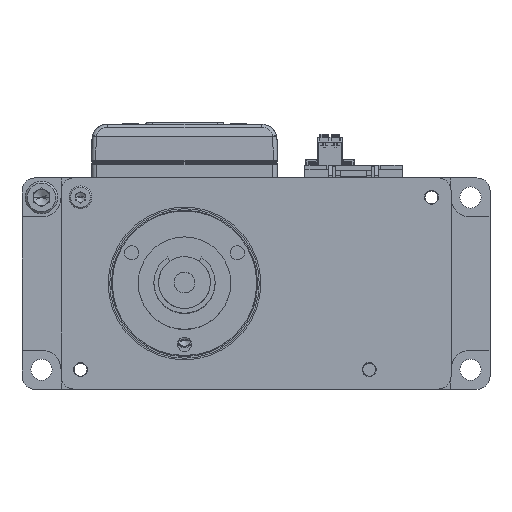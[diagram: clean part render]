
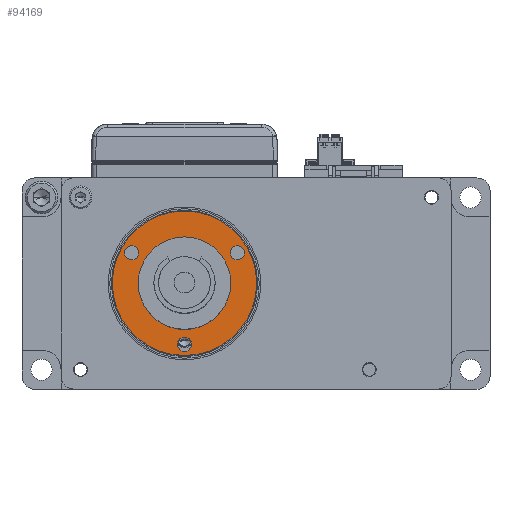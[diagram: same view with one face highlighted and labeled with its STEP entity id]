
A CAD part, top view. The second image highlights one B-rep face of the part: STEP entity #94169.
In plain terms, the highlighted face is planar.
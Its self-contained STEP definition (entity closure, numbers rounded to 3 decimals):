
#583 = AXIS2_PLACEMENT_3D ( 'NONE', #38478, #5548, #39175 ) ;
#1261 = ORIENTED_EDGE ( 'NONE', *, *, #5836, .T. ) ;
#5548 = DIRECTION ( 'NONE',  ( 0., 0., 1. ) ) ;
#5836 = EDGE_CURVE ( 'NONE', #42451, #69088, #103389, .T. ) ;
#7061 = AXIS2_PLACEMENT_3D ( 'NONE', #38446, #25563, #135083 ) ;
#9274 = CIRCLE ( 'NONE', #7061, 14.224 ) ;
#9957 = AXIS2_PLACEMENT_3D ( 'NONE', #82356, #124589, #50830 ) ;
#10200 = EDGE_LOOP ( 'NONE', ( #79404, #77419 ) ) ;
#11401 = CARTESIAN_POINT ( 'NONE',  ( -22.225, 0., 66.04 ) ) ;
#11832 = AXIS2_PLACEMENT_3D ( 'NONE', #96720, #53773, #88105 ) ;
#13051 = EDGE_CURVE ( 'NONE', #115235, #26897, #9274, .T. ) ;
#13886 = EDGE_LOOP ( 'NONE', ( #132896, #40803 ) ) ;
#13974 = EDGE_CURVE ( 'NONE', #117412, #39506, #98709, .T. ) ;
#17816 = DIRECTION ( 'NONE',  ( 0., 0., -1. ) ) ;
#20986 = AXIS2_PLACEMENT_3D ( 'NONE', #79255, #109392, #100067 ) ;
#21543 = CIRCLE ( 'NONE', #81062, 2.197 ) ;
#25196 = EDGE_CURVE ( 'NONE', #69088, #42451, #110011, .T. ) ;
#25421 = CIRCLE ( 'NONE', #583, 2.197 ) ;
#25429 = EDGE_LOOP ( 'NONE', ( #97291, #95229 ) ) ;
#25563 = DIRECTION ( 'NONE',  ( 0., 0., -1. ) ) ;
#26897 = VERTEX_POINT ( 'NONE', #119101 ) ;
#29119 = EDGE_LOOP ( 'NONE', ( #33191, #80549 ) ) ;
#30338 = AXIS2_PLACEMENT_3D ( 'NONE', #129221, #128504, #30434 ) ;
#30434 = DIRECTION ( 'NONE',  ( -1., 0., 0. ) ) ;
#30939 = DIRECTION ( 'NONE',  ( 1., 0., 0. ) ) ;
#33191 = ORIENTED_EDGE ( 'NONE', *, *, #58587, .T. ) ;
#38446 = CARTESIAN_POINT ( 'NONE',  ( 0., 0., 66.04 ) ) ;
#38478 = CARTESIAN_POINT ( 'NONE',  ( 16.278, 9.398, 66.04 ) ) ;
#39175 = DIRECTION ( 'NONE',  ( -1., 0., 0. ) ) ;
#39506 = VERTEX_POINT ( 'NONE', #49861 ) ;
#40803 = ORIENTED_EDGE ( 'NONE', *, *, #80449, .T. ) ;
#41423 = DIRECTION ( 'NONE',  ( -1., 0., 0. ) ) ;
#42160 = CIRCLE ( 'NONE', #94761, 2.197 ) ;
#42451 = VERTEX_POINT ( 'NONE', #131717 ) ;
#47350 = CARTESIAN_POINT ( 'NONE',  ( 18.475, 9.398, 66.04 ) ) ;
#47922 = CIRCLE ( 'NONE', #125561, 14.224 ) ;
#48739 = FACE_BOUND ( 'NONE', #29119, .T. ) ;
#49256 = VERTEX_POINT ( 'NONE', #140746 ) ;
#49443 = FACE_BOUND ( 'NONE', #13886, .T. ) ;
#49861 = CARTESIAN_POINT ( 'NONE',  ( -14.081, 9.398, 66.04 ) ) ;
#50072 = EDGE_LOOP ( 'NONE', ( #98063, #1261 ) ) ;
#50830 = DIRECTION ( 'NONE',  ( 0., -1., 0. ) ) ;
#51719 = CIRCLE ( 'NONE', #113335, 2.197 ) ;
#53567 = CARTESIAN_POINT ( 'NONE',  ( -18.475, 9.398, 66.04 ) ) ;
#53773 = DIRECTION ( 'NONE',  ( 0., 0., 1. ) ) ;
#58587 = EDGE_CURVE ( 'NONE', #97315, #49256, #21543, .T. ) ;
#58613 = EDGE_CURVE ( 'NONE', #49256, #97315, #42160, .T. ) ;
#63680 = VERTEX_POINT ( 'NONE', #47350 ) ;
#69088 = VERTEX_POINT ( 'NONE', #11401 ) ;
#71216 = DIRECTION ( 'NONE',  ( 0., 0., 1. ) ) ;
#71506 = CIRCLE ( 'NONE', #30338, 2.197 ) ;
#76153 = DIRECTION ( 'NONE',  ( -1., 0., 0. ) ) ;
#77419 = ORIENTED_EDGE ( 'NONE', *, *, #13051, .F. ) ;
#79255 = CARTESIAN_POINT ( 'NONE',  ( 0., 0., 66.04 ) ) ;
#79404 = ORIENTED_EDGE ( 'NONE', *, *, #84839, .F. ) ;
#80449 = EDGE_CURVE ( 'NONE', #39506, #117412, #51719, .T. ) ;
#80549 = ORIENTED_EDGE ( 'NONE', *, *, #58613, .T. ) ;
#80939 = PLANE ( 'NONE',  #9957 ) ;
#81062 = AXIS2_PLACEMENT_3D ( 'NONE', #94811, #71216, #115616 ) ;
#82356 = CARTESIAN_POINT ( 'NONE',  ( 0., 0., 66.04 ) ) ;
#83768 = FACE_BOUND ( 'NONE', #25429, .T. ) ;
#84839 = EDGE_CURVE ( 'NONE', #26897, #115235, #47922, .T. ) ;
#88105 = DIRECTION ( 'NONE',  ( -1., 0., 0. ) ) ;
#91737 = AXIS2_PLACEMENT_3D ( 'NONE', #93697, #17816, #41423 ) ;
#93147 = EDGE_CURVE ( 'NONE', #130877, #63680, #71506, .T. ) ;
#93697 = CARTESIAN_POINT ( 'NONE',  ( 0., 0., 66.04 ) ) ;
#93792 = FACE_OUTER_BOUND ( 'NONE', #50072, .T. ) ;
#94169 = ADVANCED_FACE ( 'NONE', ( #103127, #49443, #83768, #48739, #93792 ), #80939, .T. ) ;
#94177 = DIRECTION ( 'NONE',  ( 0., 0., 1. ) ) ;
#94761 = AXIS2_PLACEMENT_3D ( 'NONE', #96934, #119107, #76153 ) ;
#94811 = CARTESIAN_POINT ( 'NONE',  ( 0., -18.796, 66.04 ) ) ;
#95229 = ORIENTED_EDGE ( 'NONE', *, *, #124936, .T. ) ;
#96720 = CARTESIAN_POINT ( 'NONE',  ( -16.278, 9.398, 66.04 ) ) ;
#96777 = DIRECTION ( 'NONE',  ( 0., 0., -1. ) ) ;
#96934 = CARTESIAN_POINT ( 'NONE',  ( 0., -18.796, 66.04 ) ) ;
#97291 = ORIENTED_EDGE ( 'NONE', *, *, #93147, .T. ) ;
#97315 = VERTEX_POINT ( 'NONE', #103933 ) ;
#98063 = ORIENTED_EDGE ( 'NONE', *, *, #25196, .T. ) ;
#98709 = CIRCLE ( 'NONE', #11832, 2.197 ) ;
#100067 = DIRECTION ( 'NONE',  ( -1., 0., 0. ) ) ;
#103127 = FACE_BOUND ( 'NONE', #10200, .T. ) ;
#103389 = CIRCLE ( 'NONE', #20986, 22.225 ) ;
#103933 = CARTESIAN_POINT ( 'NONE',  ( -2.197, -18.796, 66.04 ) ) ;
#109392 = DIRECTION ( 'NONE',  ( 0., 0., -1. ) ) ;
#110011 = CIRCLE ( 'NONE', #91737, 22.225 ) ;
#113335 = AXIS2_PLACEMENT_3D ( 'NONE', #117086, #94177, #137852 ) ;
#115235 = VERTEX_POINT ( 'NONE', #116461 ) ;
#115616 = DIRECTION ( 'NONE',  ( -1., 0., 0. ) ) ;
#116461 = CARTESIAN_POINT ( 'NONE',  ( -14.224, 0., 66.04 ) ) ;
#117086 = CARTESIAN_POINT ( 'NONE',  ( -16.278, 9.398, 66.04 ) ) ;
#117412 = VERTEX_POINT ( 'NONE', #53567 ) ;
#119101 = CARTESIAN_POINT ( 'NONE',  ( 14.224, 0., 66.04 ) ) ;
#119107 = DIRECTION ( 'NONE',  ( 0., 0., 1. ) ) ;
#121582 = CARTESIAN_POINT ( 'NONE',  ( 14.081, 9.398, 66.04 ) ) ;
#124589 = DIRECTION ( 'NONE',  ( 0., 0., -1. ) ) ;
#124936 = EDGE_CURVE ( 'NONE', #63680, #130877, #25421, .T. ) ;
#125561 = AXIS2_PLACEMENT_3D ( 'NONE', #129017, #96777, #30939 ) ;
#128504 = DIRECTION ( 'NONE',  ( 0., 0., 1. ) ) ;
#129017 = CARTESIAN_POINT ( 'NONE',  ( 0., 0., 66.04 ) ) ;
#129221 = CARTESIAN_POINT ( 'NONE',  ( 16.278, 9.398, 66.04 ) ) ;
#130877 = VERTEX_POINT ( 'NONE', #121582 ) ;
#131717 = CARTESIAN_POINT ( 'NONE',  ( 22.225, 0., 66.04 ) ) ;
#132896 = ORIENTED_EDGE ( 'NONE', *, *, #13974, .T. ) ;
#135083 = DIRECTION ( 'NONE',  ( 1., 0., 0. ) ) ;
#137852 = DIRECTION ( 'NONE',  ( -1., 0., 0. ) ) ;
#140746 = CARTESIAN_POINT ( 'NONE',  ( 2.197, -18.796, 66.04 ) ) ;
